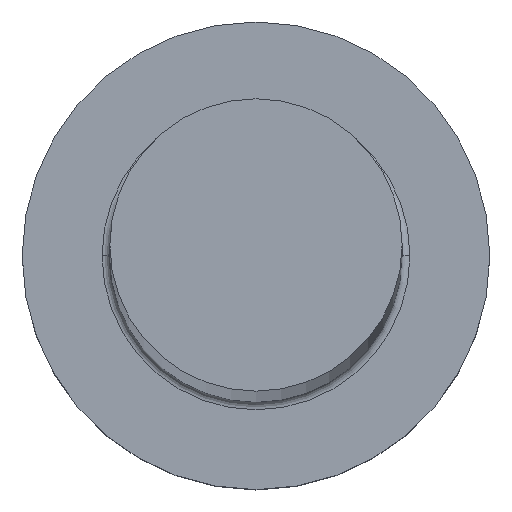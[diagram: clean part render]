
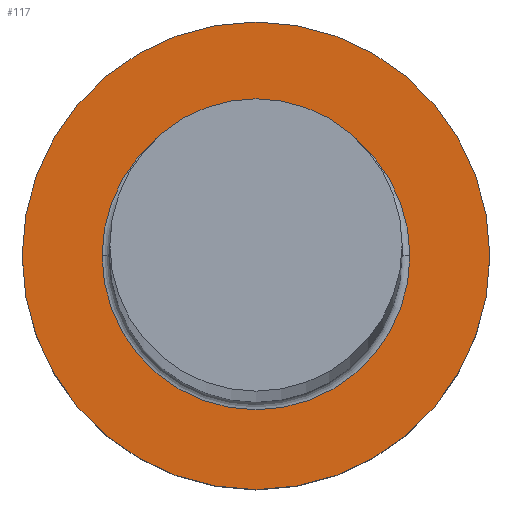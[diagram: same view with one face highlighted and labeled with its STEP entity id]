
A CAD part, top view. The second image highlights one B-rep face of the part: STEP entity #117.
In plain terms, the highlighted planar face has unit normal (0, 0, 1).
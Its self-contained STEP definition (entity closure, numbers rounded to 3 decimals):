
#1 = PLANE ( 'NONE',  #182 ) ;
#4 = DIRECTION ( 'NONE',  ( 0., 0., 1. ) ) ;
#5 = DIRECTION ( 'NONE',  ( 0., 0., 1. ) ) ;
#14 = AXIS2_PLACEMENT_3D ( 'NONE', #140, #4, #142 ) ;
#16 = EDGE_CURVE ( 'NONE', #169, #47, #259, .T. ) ;
#34 = CARTESIAN_POINT ( 'NONE',  ( -3.95, 0., 5. ) ) ;
#47 = VERTEX_POINT ( 'NONE', #34 ) ;
#48 = AXIS2_PLACEMENT_3D ( 'NONE', #288, #303, #189 ) ;
#50 = CARTESIAN_POINT ( 'NONE',  ( 0., 0., 5. ) ) ;
#52 = AXIS2_PLACEMENT_3D ( 'NONE', #108, #85, #196 ) ;
#56 = CARTESIAN_POINT ( 'NONE',  ( -6., 0., 5. ) ) ;
#65 = EDGE_CURVE ( 'NONE', #125, #304, #239, .T. ) ;
#85 = DIRECTION ( 'NONE',  ( 0., 0., -1. ) ) ;
#96 = EDGE_CURVE ( 'NONE', #304, #125, #133, .T. ) ;
#99 = CARTESIAN_POINT ( 'NONE',  ( 0., 0., 5. ) ) ;
#108 = CARTESIAN_POINT ( 'NONE',  ( 0., 0., 5. ) ) ;
#110 = AXIS2_PLACEMENT_3D ( 'NONE', #50, #166, #232 ) ;
#116 = CARTESIAN_POINT ( 'NONE',  ( 6., 0., 5. ) ) ;
#117 = ADVANCED_FACE ( 'NONE', ( #128, #263 ), #1, .T. ) ;
#120 = ORIENTED_EDGE ( 'NONE', *, *, #65, .T. ) ;
#123 = ORIENTED_EDGE ( 'NONE', *, *, #168, .T. ) ;
#125 = VERTEX_POINT ( 'NONE', #116 ) ;
#126 = ORIENTED_EDGE ( 'NONE', *, *, #16, .T. ) ;
#128 = FACE_BOUND ( 'NONE', #183, .T. ) ;
#133 = CIRCLE ( 'NONE', #110, 6. ) ;
#140 = CARTESIAN_POINT ( 'NONE',  ( 0., 0., 5. ) ) ;
#142 = DIRECTION ( 'NONE',  ( 1., 0., 0. ) ) ;
#166 = DIRECTION ( 'NONE',  ( 0., 0., 1. ) ) ;
#168 = EDGE_CURVE ( 'NONE', #47, #169, #241, .T. ) ;
#169 = VERTEX_POINT ( 'NONE', #197 ) ;
#182 = AXIS2_PLACEMENT_3D ( 'NONE', #99, #5, #192 ) ;
#183 = EDGE_LOOP ( 'NONE', ( #126, #123 ) ) ;
#189 = DIRECTION ( 'NONE',  ( 1., 0., 0. ) ) ;
#190 = ORIENTED_EDGE ( 'NONE', *, *, #96, .T. ) ;
#192 = DIRECTION ( 'NONE',  ( 1., 0., 0. ) ) ;
#196 = DIRECTION ( 'NONE',  ( 1., 0., 0. ) ) ;
#197 = CARTESIAN_POINT ( 'NONE',  ( 3.95, 0., 5. ) ) ;
#230 = EDGE_LOOP ( 'NONE', ( #190, #120 ) ) ;
#232 = DIRECTION ( 'NONE',  ( 1., 0., 0. ) ) ;
#239 = CIRCLE ( 'NONE', #14, 6. ) ;
#241 = CIRCLE ( 'NONE', #52, 3.95 ) ;
#259 = CIRCLE ( 'NONE', #48, 3.95 ) ;
#263 = FACE_OUTER_BOUND ( 'NONE', #230, .T. ) ;
#288 = CARTESIAN_POINT ( 'NONE',  ( 0., 0., 5. ) ) ;
#303 = DIRECTION ( 'NONE',  ( 0., 0., -1. ) ) ;
#304 = VERTEX_POINT ( 'NONE', #56 ) ;
